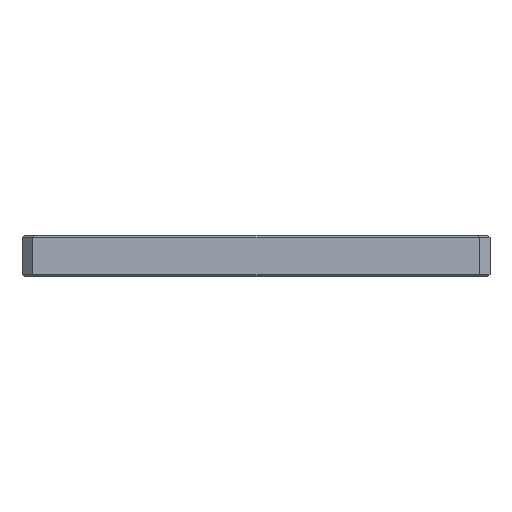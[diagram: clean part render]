
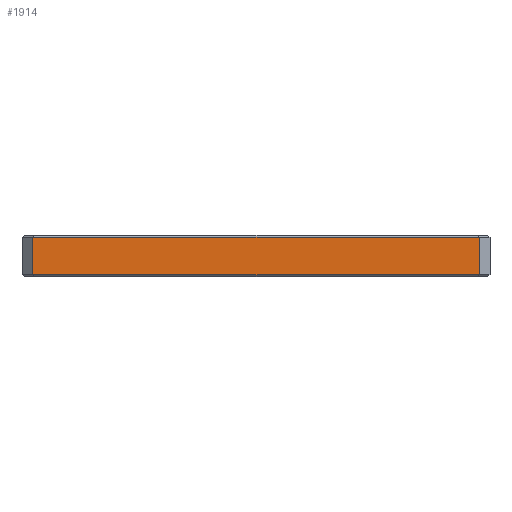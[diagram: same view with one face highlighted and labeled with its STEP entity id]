
A CAD part, front view. The second image highlights one B-rep face of the part: STEP entity #1914.
In plain terms, the highlighted planar face has unit normal (0, -1, 0).
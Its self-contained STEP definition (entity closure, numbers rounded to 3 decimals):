
#55 = DIRECTION ( 'NONE',  ( 0., 1., 0. ) ) ;
#98 = DIRECTION ( 'NONE',  ( -1., 0., 0. ) ) ;
#203 = DIRECTION ( 'NONE',  ( 1., 0., 0. ) ) ;
#278 = ORIENTED_EDGE ( 'NONE', *, *, #2141, .T. ) ;
#305 = CARTESIAN_POINT ( 'NONE',  ( 107.5, -200., 19. ) ) ;
#432 = CARTESIAN_POINT ( 'NONE',  ( -102.5, -200., 18. ) ) ;
#485 = VERTEX_POINT ( 'NONE', #432 ) ;
#489 = CARTESIAN_POINT ( 'NONE',  ( 107.5, -200., 1. ) ) ;
#544 = VECTOR ( 'NONE', #1859, 1000. ) ;
#657 = DIRECTION ( 'NONE',  ( 0., 0., 1. ) ) ;
#810 = CARTESIAN_POINT ( 'NONE',  ( -102.5, -200., 19. ) ) ;
#888 = VERTEX_POINT ( 'NONE', #2026 ) ;
#891 = LINE ( 'NONE', #1989, #2149 ) ;
#1028 = LINE ( 'NONE', #810, #544 ) ;
#1053 = VERTEX_POINT ( 'NONE', #1738 ) ;
#1122 = ORIENTED_EDGE ( 'NONE', *, *, #3177, .T. ) ;
#1132 = DIRECTION ( 'NONE',  ( -1., 0., 0. ) ) ;
#1227 = CARTESIAN_POINT ( 'NONE',  ( 102.5, -200., 19. ) ) ;
#1310 = EDGE_CURVE ( 'NONE', #1053, #888, #2275, .T. ) ;
#1458 = FACE_OUTER_BOUND ( 'NONE', #1678, .T. ) ;
#1491 = LINE ( 'NONE', #489, #2620 ) ;
#1542 = EDGE_CURVE ( 'NONE', #888, #485, #891, .T. ) ;
#1678 = EDGE_LOOP ( 'NONE', ( #3014, #1858, #278, #1122 ) ) ;
#1738 = CARTESIAN_POINT ( 'NONE',  ( 102.5, -200., 1. ) ) ;
#1858 = ORIENTED_EDGE ( 'NONE', *, *, #1542, .T. ) ;
#1859 = DIRECTION ( 'NONE',  ( 0., 0., -1. ) ) ;
#1914 = ADVANCED_FACE ( 'NONE', ( #1458 ), #2247, .F. ) ;
#1989 = CARTESIAN_POINT ( 'NONE',  ( -102.5, -200., 18. ) ) ;
#2026 = CARTESIAN_POINT ( 'NONE',  ( 102.5, -200., 18. ) ) ;
#2141 = EDGE_CURVE ( 'NONE', #485, #2845, #1028, .T. ) ;
#2149 = VECTOR ( 'NONE', #98, 1000. ) ;
#2247 = PLANE ( 'NONE',  #3396 ) ;
#2275 = LINE ( 'NONE', #1227, #2994 ) ;
#2620 = VECTOR ( 'NONE', #203, 1000. ) ;
#2822 = CARTESIAN_POINT ( 'NONE',  ( -102.5, -200., 1. ) ) ;
#2845 = VERTEX_POINT ( 'NONE', #2822 ) ;
#2994 = VECTOR ( 'NONE', #657, 1000. ) ;
#3014 = ORIENTED_EDGE ( 'NONE', *, *, #1310, .T. ) ;
#3177 = EDGE_CURVE ( 'NONE', #2845, #1053, #1491, .T. ) ;
#3396 = AXIS2_PLACEMENT_3D ( 'NONE', #305, #55, #1132 ) ;
